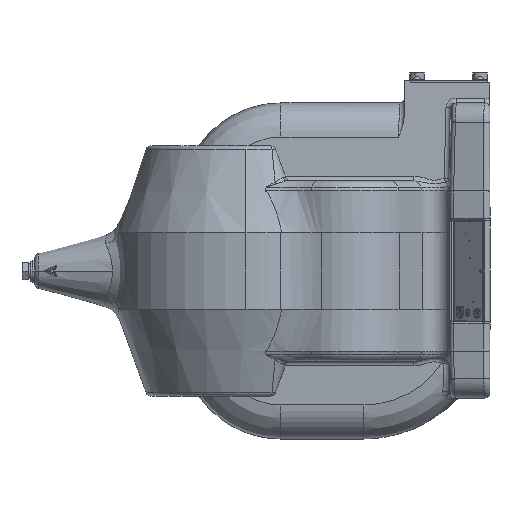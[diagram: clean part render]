
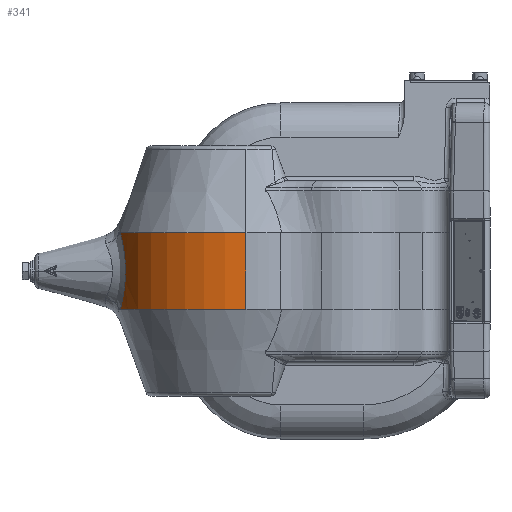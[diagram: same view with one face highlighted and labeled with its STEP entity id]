
A CAD part, left-side view. The second image highlights one B-rep face of the part: STEP entity #341.
In plain terms, the highlighted cylindrical face has radius 130.196 mm (diameter 260.392 mm), a partial arc.
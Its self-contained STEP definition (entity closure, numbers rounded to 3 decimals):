
#341 = ADVANCED_FACE ( 'NONE', ( #12611 ), #12593, .T. ) ;
#509 = ORIENTED_EDGE ( 'NONE', *, *, #20356, .T. ) ;
#512 = ORIENTED_EDGE ( 'NONE', *, *, #20311, .F. ) ;
#516 = ORIENTED_EDGE ( 'NONE', *, *, #12017, .T. ) ;
#609 = ORIENTED_EDGE ( 'NONE', *, *, #11846, .F. ) ;
#1015 = EDGE_LOOP ( 'NONE', ( #512, #509, #516, #609 ) ) ;
#1496 = B_SPLINE_CURVE_WITH_KNOTS ( 'NONE', 3,
 ( #11467, #11471, #11472, #11473, #11474, #11475, #11476, #11477, #11478, #11479, #11480, #11481, #11482, #11483, #11484, #11485, #11486, #11487, #11488, #11489, #11490, #11491, #11492, #11493, #11494, #11495, #11496, #11497, #11498, #11499, #11500, #11501, #11502, #11503, #11504, #11505, #11506, #11507 ),
 .UNSPECIFIED., .F., .F.,
 ( 4, 2, 2, 2, 2, 2, 2, 2, 2, 2, 2, 2, 2, 2, 2, 2, 2, 2, 4 ),
 ( 0., 0.003, 0.005, 0.011, 0.021, 0.024, 0.027, 0.032, 0.037, 0.04, 0.043, 0.053, 0.059, 0.061, 0.064, 0.074, 0.077, 0.08, 0.085 ),
 .UNSPECIFIED. ) ;
#4730 = DIRECTION ( 'NONE',  ( -1., 0., 0. ) ) ;
#4733 = DIRECTION ( 'NONE',  ( 0., 0., -1. ) ) ;
#4734 = CARTESIAN_POINT ( 'NONE',  ( 0., 141., -221.083 ) ) ;
#6429 = CIRCLE ( 'NONE', #8872, 130.196 ) ;
#6515 = VECTOR ( 'NONE', #15425, 1000. ) ;
#6521 = LINE ( 'NONE', #15424, #6515 ) ;
#8565 = AXIS2_PLACEMENT_3D ( 'NONE', #10646, #10654, #10655 ) ;
#8872 = AXIS2_PLACEMENT_3D ( 'NONE', #15592, #15599, #15600 ) ;
#10646 = CARTESIAN_POINT ( 'NONE',  ( 0., 141., -38.25 ) ) ;
#10654 = DIRECTION ( 'NONE',  ( 0., 0., -1. ) ) ;
#10655 = DIRECTION ( 'NONE',  ( -1., 0., 0. ) ) ;
#11467 = CARTESIAN_POINT ( 'NONE',  ( -34.821, 266.453, 38.25 ) ) ;
#11471 = CARTESIAN_POINT ( 'NONE',  ( -35.412, 266.289, 37.61 ) ) ;
#11472 = CARTESIAN_POINT ( 'NONE',  ( -35.987, 266.125, 36.955 ) ) ;
#11473 = CARTESIAN_POINT ( 'NONE',  ( -37.105, 265.798, 35.618 ) ) ;
#11474 = CARTESIAN_POINT ( 'NONE',  ( -37.647, 265.635, 34.936 ) ) ;
#11475 = CARTESIAN_POINT ( 'NONE',  ( -39.215, 265.154, 32.86 ) ) ;
#11476 = CARTESIAN_POINT ( 'NONE',  ( -40.188, 264.842, 31.434 ) ) ;
#11477 = CARTESIAN_POINT ( 'NONE',  ( -42.897, 263.941, 27.03 ) ) ;
#11478 = CARTESIAN_POINT ( 'NONE',  ( -44.427, 263.389, 23.929 ) ) ;
#11479 = CARTESIAN_POINT ( 'NONE',  ( -45.992, 262.802, 19.837 ) ) ;
#11480 = CARTESIAN_POINT ( 'NONE',  ( -46.288, 262.69, 19.007 ) ) ;
#11481 = CARTESIAN_POINT ( 'NONE',  ( -46.839, 262.479, 17.341 ) ) ;
#11482 = CARTESIAN_POINT ( 'NONE',  ( -47.094, 262.38, 16.503 ) ) ;
#11483 = CARTESIAN_POINT ( 'NONE',  ( -47.802, 262.104, 13.976 ) ) ;
#11484 = CARTESIAN_POINT ( 'NONE',  ( -48.197, 261.947, 12.273 ) ) ;
#11485 = CARTESIAN_POINT ( 'NONE',  ( -48.831, 261.692, 8.83 ) ) ;
#11486 = CARTESIAN_POINT ( 'NONE',  ( -49.072, 261.594, 7.09 ) ) ;
#11487 = CARTESIAN_POINT ( 'NONE',  ( -49.314, 261.495, 4.451 ) ) ;
#11488 = CARTESIAN_POINT ( 'NONE',  ( -49.375, 261.47, 3.566 ) ) ;
#11489 = CARTESIAN_POINT ( 'NONE',  ( -49.456, 261.437, 1.795 ) ) ;
#11490 = CARTESIAN_POINT ( 'NONE',  ( -49.477, 261.428, 0.908 ) ) ;
#11491 = CARTESIAN_POINT ( 'NONE',  ( -49.479, 261.428, -3.525 ) ) ;
#11492 = CARTESIAN_POINT ( 'NONE',  ( -49.16, 261.56, -7.02 ) ) ;
#11493 = CARTESIAN_POINT ( 'NONE',  ( -48.215, 261.94, -12.189 ) ) ;
#11494 = CARTESIAN_POINT ( 'NONE',  ( -47.822, 262.096, -13.899 ) ) ;
#11495 = CARTESIAN_POINT ( 'NONE',  ( -47.111, 262.374, -16.446 ) ) ;
#11496 = CARTESIAN_POINT ( 'NONE',  ( -46.855, 262.473, -17.288 ) ) ;
#11497 = CARTESIAN_POINT ( 'NONE',  ( -46.307, 262.683, -18.953 ) ) ;
#11498 = CARTESIAN_POINT ( 'NONE',  ( -46.015, 262.794, -19.776 ) ) ;
#11499 = CARTESIAN_POINT ( 'NONE',  ( -44.463, 263.375, -23.847 ) ) ;
#11500 = CARTESIAN_POINT ( 'NONE',  ( -42.935, 263.928, -26.964 ) ) ;
#11501 = CARTESIAN_POINT ( 'NONE',  ( -40.651, 264.688, -30.682 ) ) ;
#11502 = CARTESIAN_POINT ( 'NONE',  ( -40.176, 264.843, -31.415 ) ) ;
#11503 = CARTESIAN_POINT ( 'NONE',  ( -39.195, 265.157, -32.852 ) ) ;
#11504 = CARTESIAN_POINT ( 'NONE',  ( -38.688, 265.316, -33.558 ) ) ;
#11505 = CARTESIAN_POINT ( 'NONE',  ( -37.117, 265.798, -35.636 ) ) ;
#11506 = CARTESIAN_POINT ( 'NONE',  ( -36.003, 266.125, -36.97 ) ) ;
#11507 = CARTESIAN_POINT ( 'NONE',  ( -34.821, 266.453, -38.25 ) ) ;
#11846 = EDGE_CURVE ( 'NONE', #22373, #22245, #20853, .T. ) ;
#12017 = EDGE_CURVE ( 'NONE', #22257, #22245, #1496, .T. ) ;
#12593 = CYLINDRICAL_SURFACE ( 'NONE', #19902, 130.196 ) ;
#12611 = FACE_OUTER_BOUND ( 'NONE', #1015, .T. ) ;
#15424 = CARTESIAN_POINT ( 'NONE',  ( -130.196, 141., -221.083 ) ) ;
#15425 = DIRECTION ( 'NONE',  ( 0., 0., -1. ) ) ;
#15592 = CARTESIAN_POINT ( 'NONE',  ( 0., 141., 38.25 ) ) ;
#15599 = DIRECTION ( 'NONE',  ( 0., 0., -1. ) ) ;
#15600 = DIRECTION ( 'NONE',  ( -1., 0., 0. ) ) ;
#16445 = CARTESIAN_POINT ( 'NONE',  ( -34.821, 266.453, -38.25 ) ) ;
#16457 = CARTESIAN_POINT ( 'NONE',  ( -34.821, 266.453, 38.25 ) ) ;
#16467 = CARTESIAN_POINT ( 'NONE',  ( -130.196, 141., 38.25 ) ) ;
#16573 = CARTESIAN_POINT ( 'NONE',  ( -130.196, 141., -38.25 ) ) ;
#19902 = AXIS2_PLACEMENT_3D ( 'NONE', #4734, #4733, #4730 ) ;
#20311 = EDGE_CURVE ( 'NONE', #22267, #22373, #6521, .T. ) ;
#20356 = EDGE_CURVE ( 'NONE', #22267, #22257, #6429, .T. ) ;
#20853 = CIRCLE ( 'NONE', #8565, 130.196 ) ;
#22245 = VERTEX_POINT ( 'NONE', #16445 ) ;
#22257 = VERTEX_POINT ( 'NONE', #16457 ) ;
#22267 = VERTEX_POINT ( 'NONE', #16467 ) ;
#22373 = VERTEX_POINT ( 'NONE', #16573 ) ;
